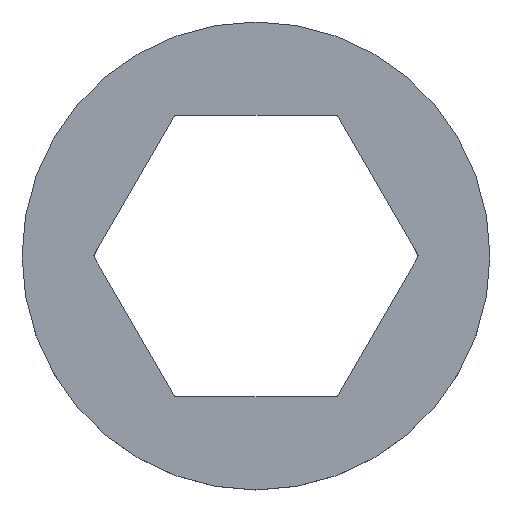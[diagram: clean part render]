
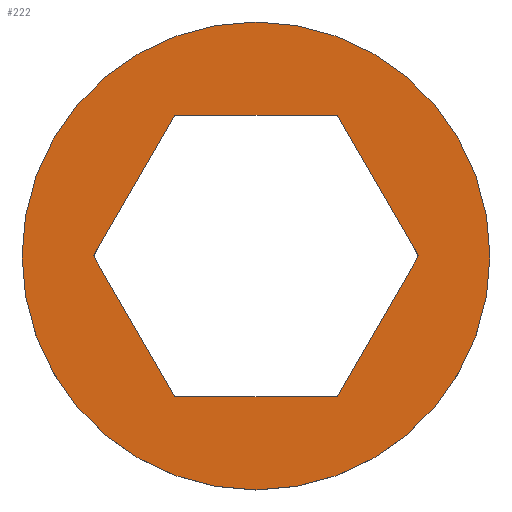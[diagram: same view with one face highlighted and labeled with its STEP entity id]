
A CAD part, top view. The second image highlights one B-rep face of the part: STEP entity #222.
In plain terms, the highlighted planar face has unit normal (0, 0, 1).
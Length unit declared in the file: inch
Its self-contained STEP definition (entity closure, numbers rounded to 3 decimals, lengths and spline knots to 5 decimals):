
#1 = VECTOR ( 'NONE', #303, 39.37008 ) ;
#3 = VERTEX_POINT ( 'NONE', #247 ) ;
#4 = DIRECTION ( 'NONE',  ( 1., 0., 0. ) ) ;
#11 = ORIENTED_EDGE ( 'NONE', *, *, #216, .F. ) ;
#21 = VECTOR ( 'NONE', #137, 39.37008 ) ;
#29 = LINE ( 'NONE', #84, #88 ) ;
#35 = VERTEX_POINT ( 'NONE', #269 ) ;
#39 = EDGE_CURVE ( 'NONE', #141, #35, #80, .T. ) ;
#47 = EDGE_CURVE ( 'NONE', #233, #191, #171, .T. ) ;
#51 = CIRCLE ( 'NONE', #202, 0.3125 ) ;
#53 = LINE ( 'NONE', #56, #143 ) ;
#54 = DIRECTION ( 'NONE',  ( -1., 0., 0. ) ) ;
#56 = CARTESIAN_POINT ( 'NONE',  ( 0.10854, 0.188, 0.0625 ) ) ;
#61 = CARTESIAN_POINT ( 'NONE',  ( 0., 0., 0.0625 ) ) ;
#63 = DIRECTION ( 'NONE',  ( 0., 0., 1. ) ) ;
#66 = VERTEX_POINT ( 'NONE', #252 ) ;
#67 = VECTOR ( 'NONE', #306, 39.37008 ) ;
#72 = AXIS2_PLACEMENT_3D ( 'NONE', #219, #75, #118 ) ;
#75 = DIRECTION ( 'NONE',  ( 0., 0., 1. ) ) ;
#80 = CIRCLE ( 'NONE', #72, 0.3125 ) ;
#84 = CARTESIAN_POINT ( 'NONE',  ( -0.10854, -0.188, 0.0625 ) ) ;
#88 = VECTOR ( 'NONE', #4, 39.37008 ) ;
#90 = ORIENTED_EDGE ( 'NONE', *, *, #108, .F. ) ;
#91 = PLANE ( 'NONE',  #181 ) ;
#103 = CARTESIAN_POINT ( 'NONE',  ( -0.3125, 0., 0.0625 ) ) ;
#105 = CARTESIAN_POINT ( 'NONE',  ( 0.10854, -0.188, 0.0625 ) ) ;
#107 = FACE_OUTER_BOUND ( 'NONE', #240, .T. ) ;
#108 = EDGE_CURVE ( 'NONE', #161, #3, #280, .T. ) ;
#112 = DIRECTION ( 'NONE',  ( 1., 0., 0. ) ) ;
#115 = LINE ( 'NONE', #289, #21 ) ;
#118 = DIRECTION ( 'NONE',  ( 1., 0., 0. ) ) ;
#119 = EDGE_CURVE ( 'NONE', #286, #161, #53, .T. ) ;
#136 = EDGE_CURVE ( 'NONE', #191, #286, #228, .T. ) ;
#137 = DIRECTION ( 'NONE',  ( 0.5, -0.866, 0. ) ) ;
#139 = ORIENTED_EDGE ( 'NONE', *, *, #279, .F. ) ;
#141 = VERTEX_POINT ( 'NONE', #103 ) ;
#143 = VECTOR ( 'NONE', #54, 39.37008 ) ;
#156 = EDGE_LOOP ( 'NONE', ( #315, #267, #11, #139, #90, #302 ) ) ;
#159 = CARTESIAN_POINT ( 'NONE',  ( 0.10854, 0.188, 0.0625 ) ) ;
#161 = VERTEX_POINT ( 'NONE', #304 ) ;
#164 = ORIENTED_EDGE ( 'NONE', *, *, #39, .T. ) ;
#171 = LINE ( 'NONE', #105, #281 ) ;
#181 = AXIS2_PLACEMENT_3D ( 'NONE', #61, #187, #287 ) ;
#185 = CARTESIAN_POINT ( 'NONE',  ( 0., 0., 0.0625 ) ) ;
#187 = DIRECTION ( 'NONE',  ( 0., 0., 1. ) ) ;
#188 = ORIENTED_EDGE ( 'NONE', *, *, #310, .T. ) ;
#191 = VERTEX_POINT ( 'NONE', #224 ) ;
#199 = CARTESIAN_POINT ( 'NONE',  ( -0.10854, 0.188, 0.0625 ) ) ;
#200 = CARTESIAN_POINT ( 'NONE',  ( 0.21708, 0., 0.0625 ) ) ;
#202 = AXIS2_PLACEMENT_3D ( 'NONE', #185, #63, #112 ) ;
#216 = EDGE_CURVE ( 'NONE', #66, #233, #29, .T. ) ;
#219 = CARTESIAN_POINT ( 'NONE',  ( 0., 0., 0.0625 ) ) ;
#222 = ADVANCED_FACE ( 'NONE', ( #107, #238 ), #91, .T. ) ;
#224 = CARTESIAN_POINT ( 'NONE',  ( 0.21708, 0., 0.0625 ) ) ;
#228 = LINE ( 'NONE', #200, #1 ) ;
#229 = DIRECTION ( 'NONE',  ( 0.5, 0.866, 0. ) ) ;
#233 = VERTEX_POINT ( 'NONE', #234 ) ;
#234 = CARTESIAN_POINT ( 'NONE',  ( 0.10854, -0.188, 0.0625 ) ) ;
#238 = FACE_BOUND ( 'NONE', #156, .T. ) ;
#240 = EDGE_LOOP ( 'NONE', ( #164, #188 ) ) ;
#247 = CARTESIAN_POINT ( 'NONE',  ( -0.21708, 0., 0.0625 ) ) ;
#252 = CARTESIAN_POINT ( 'NONE',  ( -0.10854, -0.188, 0.0625 ) ) ;
#267 = ORIENTED_EDGE ( 'NONE', *, *, #47, .F. ) ;
#269 = CARTESIAN_POINT ( 'NONE',  ( 0.3125, 0., 0.0625 ) ) ;
#279 = EDGE_CURVE ( 'NONE', #3, #66, #115, .T. ) ;
#280 = LINE ( 'NONE', #199, #67 ) ;
#281 = VECTOR ( 'NONE', #229, 39.37008 ) ;
#286 = VERTEX_POINT ( 'NONE', #159 ) ;
#287 = DIRECTION ( 'NONE',  ( 1., 0., 0. ) ) ;
#289 = CARTESIAN_POINT ( 'NONE',  ( -0.21708, 0., 0.0625 ) ) ;
#302 = ORIENTED_EDGE ( 'NONE', *, *, #119, .F. ) ;
#303 = DIRECTION ( 'NONE',  ( -0.5, 0.866, 0. ) ) ;
#304 = CARTESIAN_POINT ( 'NONE',  ( -0.10854, 0.188, 0.0625 ) ) ;
#306 = DIRECTION ( 'NONE',  ( -0.5, -0.866, 0. ) ) ;
#310 = EDGE_CURVE ( 'NONE', #35, #141, #51, .T. ) ;
#315 = ORIENTED_EDGE ( 'NONE', *, *, #136, .F. ) ;
